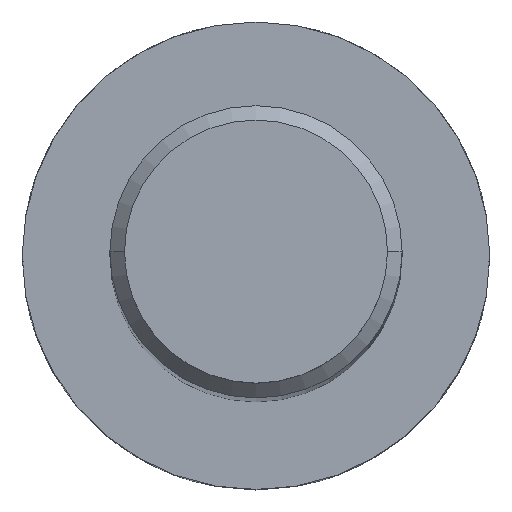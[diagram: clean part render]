
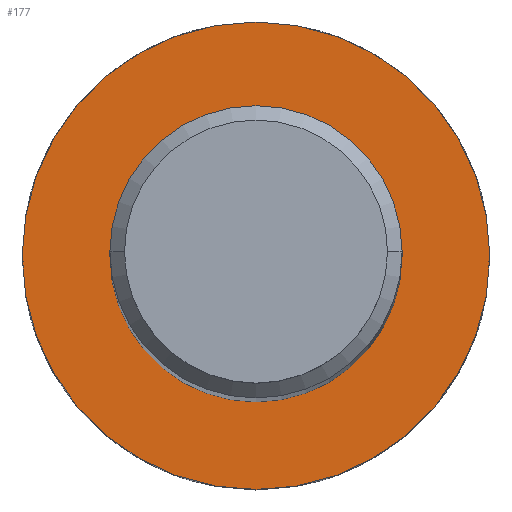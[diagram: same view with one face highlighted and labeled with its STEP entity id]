
A CAD part, top view. The second image highlights one B-rep face of the part: STEP entity #177.
In plain terms, the highlighted planar face has unit normal (0, 0, 1).
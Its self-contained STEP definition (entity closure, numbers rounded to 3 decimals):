
#1 = CARTESIAN_POINT ( 'NONE',  ( 0., 0., 15. ) ) ;
#82 = ORIENTED_EDGE ( 'NONE', *, *, #2902, .T. ) ;
#177 = ADVANCED_FACE ( 'NONE', ( #1982, #3358 ), #1564, .F. ) ;
#217 = CARTESIAN_POINT ( 'NONE',  ( 0., 0., 15. ) ) ;
#381 = DIRECTION ( 'NONE',  ( -1., 0., 0. ) ) ;
#436 = CIRCLE ( 'NONE', #3457, 16. ) ;
#775 = VERTEX_POINT ( 'NONE', #4099 ) ;
#923 = EDGE_CURVE ( 'NONE', #775, #2780, #4349, .T. ) ;
#960 = CARTESIAN_POINT ( 'NONE',  ( 0., 0., 15. ) ) ;
#982 = ORIENTED_EDGE ( 'NONE', *, *, #923, .T. ) ;
#1294 = DIRECTION ( 'NONE',  ( 0., 0., -1. ) ) ;
#1446 = CARTESIAN_POINT ( 'NONE',  ( 0., 0., 15. ) ) ;
#1564 = PLANE ( 'NONE',  #1576 ) ;
#1576 = AXIS2_PLACEMENT_3D ( 'NONE', #217, #3644, #3627 ) ;
#1582 = DIRECTION ( 'NONE',  ( 0., 0., 1. ) ) ;
#1591 = ORIENTED_EDGE ( 'NONE', *, *, #2876, .T. ) ;
#1608 = EDGE_LOOP ( 'NONE', ( #1591, #4140 ) ) ;
#1832 = EDGE_LOOP ( 'NONE', ( #82, #982 ) ) ;
#1982 = FACE_BOUND ( 'NONE', #1608, .T. ) ;
#2116 = DIRECTION ( 'NONE',  ( 0., 0., -1. ) ) ;
#2268 = CARTESIAN_POINT ( 'NONE',  ( 16., 0., 15. ) ) ;
#2353 = DIRECTION ( 'NONE',  ( 0., 0., 1. ) ) ;
#2659 = CIRCLE ( 'NONE', #3705, 10. ) ;
#2780 = VERTEX_POINT ( 'NONE', #2268 ) ;
#2876 = EDGE_CURVE ( 'NONE', #4127, #3697, #4231, .T. ) ;
#2902 = EDGE_CURVE ( 'NONE', #2780, #775, #436, .T. ) ;
#3005 = AXIS2_PLACEMENT_3D ( 'NONE', #3641, #1294, #4386 ) ;
#3045 = CARTESIAN_POINT ( 'NONE',  ( -10., 0., 15. ) ) ;
#3096 = EDGE_CURVE ( 'NONE', #3697, #4127, #2659, .T. ) ;
#3270 = AXIS2_PLACEMENT_3D ( 'NONE', #960, #1582, #3327 ) ;
#3327 = DIRECTION ( 'NONE',  ( 1., 0., 0. ) ) ;
#3358 = FACE_OUTER_BOUND ( 'NONE', #1832, .T. ) ;
#3412 = DIRECTION ( 'NONE',  ( 1., 0., 0. ) ) ;
#3457 = AXIS2_PLACEMENT_3D ( 'NONE', #1, #2353, #3412 ) ;
#3484 = CARTESIAN_POINT ( 'NONE',  ( 10., 0., 15. ) ) ;
#3627 = DIRECTION ( 'NONE',  ( -1., 0., 0. ) ) ;
#3641 = CARTESIAN_POINT ( 'NONE',  ( 0., 0., 15. ) ) ;
#3644 = DIRECTION ( 'NONE',  ( 0., 0., -1. ) ) ;
#3697 = VERTEX_POINT ( 'NONE', #3484 ) ;
#3705 = AXIS2_PLACEMENT_3D ( 'NONE', #1446, #2116, #381 ) ;
#4099 = CARTESIAN_POINT ( 'NONE',  ( -16., 0., 15. ) ) ;
#4127 = VERTEX_POINT ( 'NONE', #3045 ) ;
#4140 = ORIENTED_EDGE ( 'NONE', *, *, #3096, .T. ) ;
#4231 = CIRCLE ( 'NONE', #3005, 10. ) ;
#4349 = CIRCLE ( 'NONE', #3270, 16. ) ;
#4386 = DIRECTION ( 'NONE',  ( -1., 0., 0. ) ) ;
